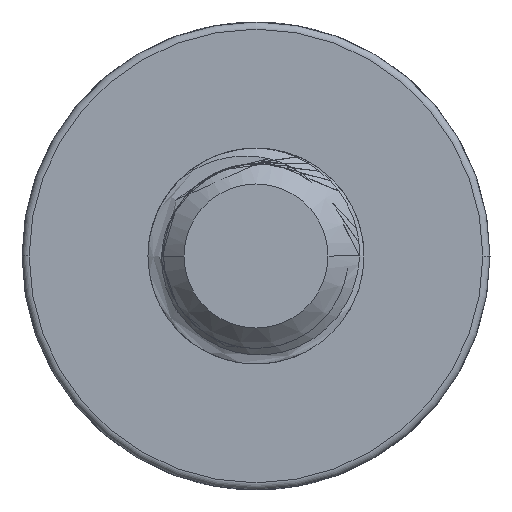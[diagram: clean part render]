
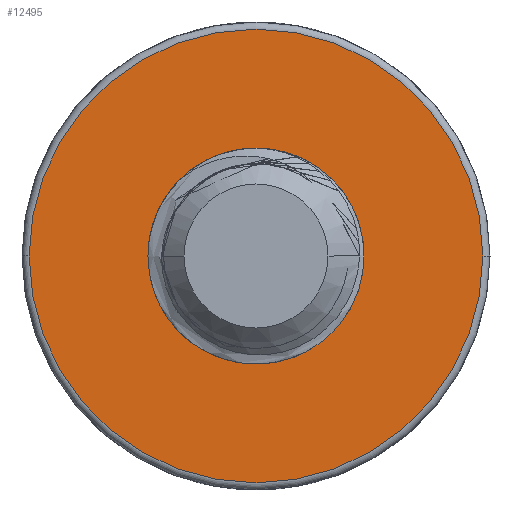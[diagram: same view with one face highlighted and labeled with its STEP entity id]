
A CAD part, left-side view. The second image highlights one B-rep face of the part: STEP entity #12495.
In plain terms, the highlighted planar face has unit normal (-1, 0, 0).
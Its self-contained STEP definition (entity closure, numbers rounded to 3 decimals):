
#1190 = DIRECTION ( 'NONE',  ( -1., 0., 0. ) ) ;
#1945 = CIRCLE ( 'NONE', #3341, 3. ) ;
#2454 = EDGE_CURVE ( 'NONE', #8155, #12257, #1945, .T. ) ;
#2512 = CARTESIAN_POINT ( 'NONE',  ( 16.993, -6.364, 0. ) ) ;
#2593 = PLANE ( 'NONE',  #6192 ) ;
#3341 = AXIS2_PLACEMENT_3D ( 'NONE', #12145, #8095, #8013 ) ;
#3818 = DIRECTION ( 'NONE',  ( 0., 1., 0. ) ) ;
#3827 = CARTESIAN_POINT ( 'NONE',  ( 16.993, -0.064, 0. ) ) ;
#3898 = FACE_BOUND ( 'NONE', #7078, .T. ) ;
#3996 = DIRECTION ( 'NONE',  ( 0., -1., 0. ) ) ;
#4335 = ORIENTED_EDGE ( 'NONE', *, *, #5901, .T. ) ;
#4871 = ORIENTED_EDGE ( 'NONE', *, *, #2454, .F. ) ;
#5150 = CIRCLE ( 'NONE', #12156, 6.3 ) ;
#5901 = EDGE_CURVE ( 'NONE', #11842, #12656, #5150, .T. ) ;
#6192 = AXIS2_PLACEMENT_3D ( 'NONE', #11985, #7939, #3818 ) ;
#7078 = EDGE_LOOP ( 'NONE', ( #4871, #7961 ) ) ;
#7939 = DIRECTION ( 'NONE',  ( 1., 0., 0. ) ) ;
#7961 = ORIENTED_EDGE ( 'NONE', *, *, #8431, .F. ) ;
#8013 = DIRECTION ( 'NONE',  ( 0., -1., 0. ) ) ;
#8095 = DIRECTION ( 'NONE',  ( -1., 0., 0. ) ) ;
#8138 = CARTESIAN_POINT ( 'NONE',  ( 16.993, -3.064, 0. ) ) ;
#8155 = VERTEX_POINT ( 'NONE', #14229 ) ;
#8431 = EDGE_CURVE ( 'NONE', #12257, #8155, #15656, .T. ) ;
#9262 = FACE_OUTER_BOUND ( 'NONE', #17384, .T. ) ;
#10574 = DIRECTION ( 'NONE',  ( 0., -1., 0. ) ) ;
#10841 = DIRECTION ( 'NONE',  ( -1., 0., 0. ) ) ;
#11073 = ORIENTED_EDGE ( 'NONE', *, *, #12457, .T. ) ;
#11842 = VERTEX_POINT ( 'NONE', #13016 ) ;
#11855 = DIRECTION ( 'NONE',  ( -1., 0., 0. ) ) ;
#11985 = CARTESIAN_POINT ( 'NONE',  ( 16.993, 2.936, 0. ) ) ;
#12145 = CARTESIAN_POINT ( 'NONE',  ( 16.993, -0.064, 0. ) ) ;
#12156 = AXIS2_PLACEMENT_3D ( 'NONE', #3827, #10841, #3996 ) ;
#12257 = VERTEX_POINT ( 'NONE', #8138 ) ;
#12457 = EDGE_CURVE ( 'NONE', #12656, #11842, #14340, .T. ) ;
#12495 = ADVANCED_FACE ( 'NONE', ( #3898, #9262 ), #2593, .F. ) ;
#12656 = VERTEX_POINT ( 'NONE', #2512 ) ;
#13016 = CARTESIAN_POINT ( 'NONE',  ( 16.993, 6.236, 0. ) ) ;
#13491 = AXIS2_PLACEMENT_3D ( 'NONE', #15948, #1190, #10574 ) ;
#14229 = CARTESIAN_POINT ( 'NONE',  ( 16.993, -2.166, 2.141 ) ) ;
#14340 = CIRCLE ( 'NONE', #13491, 6.3 ) ;
#14497 = CARTESIAN_POINT ( 'NONE',  ( 16.993, -0.064, 0. ) ) ;
#14539 = AXIS2_PLACEMENT_3D ( 'NONE', #14497, #11855, #17229 ) ;
#15656 = CIRCLE ( 'NONE', #14539, 3. ) ;
#15948 = CARTESIAN_POINT ( 'NONE',  ( 16.993, -0.064, 0. ) ) ;
#17229 = DIRECTION ( 'NONE',  ( 0., -1., 0. ) ) ;
#17384 = EDGE_LOOP ( 'NONE', ( #11073, #4335 ) ) ;
